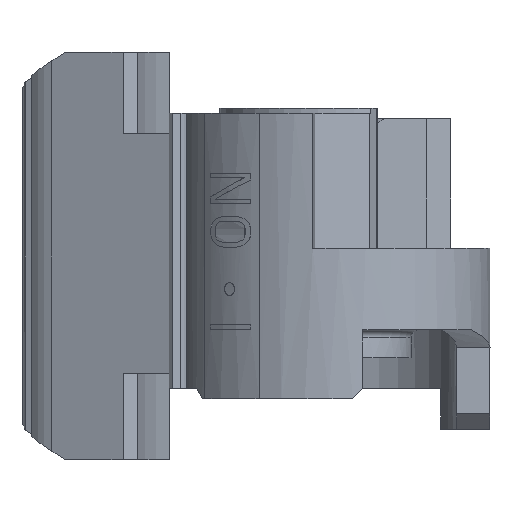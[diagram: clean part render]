
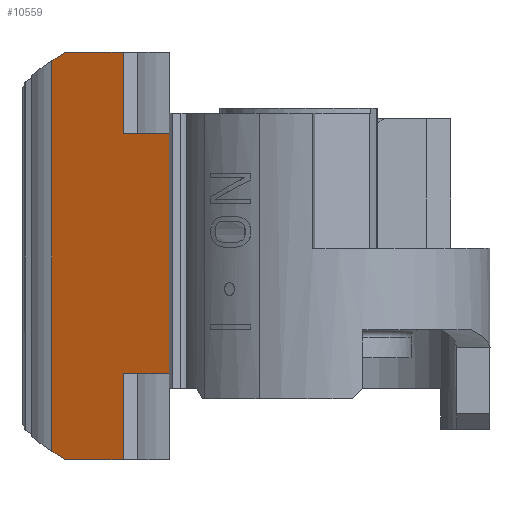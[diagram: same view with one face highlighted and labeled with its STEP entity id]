
A CAD part, left-side view. The second image highlights one B-rep face of the part: STEP entity #10559.
In plain terms, the highlighted planar face has unit normal (-0.921, 0.391, 0).
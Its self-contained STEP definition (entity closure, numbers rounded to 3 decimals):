
#1796=DIRECTION('',(0.,0.,1.));
#1797=VECTOR('',#1796,9.4);
#1798=CARTESIAN_POINT('',(0.488,6.281,-0.6));
#1799=LINE('',#1798,#1797);
#3381=DIRECTION('',(-0.391,-0.921,0.));
#3382=VECTOR('',#3381,1.979);
#3383=CARTESIAN_POINT('',(1.261,8.103,-0.6));
#3384=LINE('',#3383,#3382);
#3833=DIRECTION('',(0.391,0.921,0.));
#3834=VECTOR('',#3833,2.448);
#3835=CARTESIAN_POINT('',(1.261,8.103,12.));
#3836=LINE('',#3835,#3834);
#4059=DIRECTION('',(0.391,0.921,0.));
#4060=VECTOR('',#4059,1.979);
#4061=CARTESIAN_POINT('',(0.488,6.281,8.8));
#4062=LINE('',#4061,#4060);
#4075=DIRECTION('',(0.,0.,1.));
#4076=VECTOR('',#4075,3.2);
#4077=CARTESIAN_POINT('',(1.261,8.103,8.8));
#4078=LINE('',#4077,#4076);
#4079=DIRECTION('',(0.338,0.797,0.5));
#4080=VECTOR('',#4079,0.679);
#4081=CARTESIAN_POINT('',(2.217,10.356,-4.));
#4082=LINE('',#4081,#4080);
#4083=DIRECTION('',(-0.338,-0.797,0.5));
#4084=VECTOR('',#4083,0.679);
#4085=CARTESIAN_POINT('',(2.447,10.898,11.66));
#4086=LINE('',#4085,#4084);
#4096=DIRECTION('',(0.,0.,-1.));
#4097=VECTOR('',#4096,15.321);
#4098=CARTESIAN_POINT('',(2.447,10.898,11.66));
#4099=LINE('',#4098,#4097);
#4100=CARTESIAN_POINT('',(2.447,10.898,-3.66));
#4105=DIRECTION('',(0.,0.,1.));
#4106=VECTOR('',#4105,3.4);
#4107=CARTESIAN_POINT('',(1.261,8.103,-4.));
#4108=LINE('',#4107,#4106);
#4117=DIRECTION('',(-0.391,-0.921,0.));
#4118=VECTOR('',#4117,2.448);
#4119=CARTESIAN_POINT('',(2.217,10.356,-4.));
#4120=LINE('',#4119,#4118);
#4831=CARTESIAN_POINT('',(0.488,6.281,-0.6));
#4833=VERTEX_POINT('',#4831);
#4835=CARTESIAN_POINT('',(0.488,6.281,8.8));
#4836=VERTEX_POINT('',#4835);
#5178=CARTESIAN_POINT('',(1.261,8.103,-0.6));
#5179=VERTEX_POINT('',#5178);
#5202=VERTEX_POINT('',#4100);
#5203=CARTESIAN_POINT('',(2.217,10.356,-4.));
#5204=VERTEX_POINT('',#5203);
#5311=CARTESIAN_POINT('',(2.217,10.356,12.));
#5312=VERTEX_POINT('',#5311);
#5313=CARTESIAN_POINT('',(2.447,10.898,11.66));
#5314=VERTEX_POINT('',#5313);
#5325=CARTESIAN_POINT('',(1.261,8.103,12.));
#5326=VERTEX_POINT('',#5325);
#5362=CARTESIAN_POINT('',(1.261,8.103,8.8));
#5363=VERTEX_POINT('',#5362);
#5364=CARTESIAN_POINT('',(1.261,8.103,-4.));
#5365=VERTEX_POINT('',#5364);
#10539=CARTESIAN_POINT('',(1.059,7.627,-0.6));
#10540=DIRECTION('',(-0.921,0.391,0.));
#10541=DIRECTION('',(-0.391,-0.921,0.));
#10542=AXIS2_PLACEMENT_3D('',#10539,#10540,#10541);
#10543=PLANE('',#10542);
#10544=ORIENTED_EDGE('',*,*,#9724,.T.);
#10546=ORIENTED_EDGE('',*,*,#10545,.F.);
#10547=ORIENTED_EDGE('',*,*,#10204,.T.);
#10548=ORIENTED_EDGE('',*,*,#10234,.F.);
#10549=ORIENTED_EDGE('',*,*,#10533,.F.);
#10550=ORIENTED_EDGE('',*,*,#10506,.F.);
#10551=ORIENTED_EDGE('',*,*,#7614,.F.);
#10552=ORIENTED_EDGE('',*,*,#9651,.F.);
#10554=ORIENTED_EDGE('',*,*,#10553,.F.);
#10556=ORIENTED_EDGE('',*,*,#10555,.F.);
#10557=EDGE_LOOP('',(#10544,#10546,#10547,#10548,#10549,#10550,#10551,#10552,
#10554,#10556));
#10558=FACE_OUTER_BOUND('',#10557,.F.);
#7614=EDGE_CURVE('',#4833,#4836,#1799,.T.);
#9651=EDGE_CURVE('',#5179,#4833,#3384,.T.);
#9724=EDGE_CURVE('',#5204,#5202,#4082,.T.);
#10204=EDGE_CURVE('',#5314,#5312,#4086,.T.);
#10234=EDGE_CURVE('',#5326,#5312,#3836,.T.);
#10506=EDGE_CURVE('',#4836,#5363,#4062,.T.);
#10533=EDGE_CURVE('',#5363,#5326,#4078,.T.);
#10545=EDGE_CURVE('',#5314,#5202,#4099,.T.);
#10553=EDGE_CURVE('',#5365,#5179,#4108,.T.);
#10555=EDGE_CURVE('',#5204,#5365,#4120,.T.);
#10559=ADVANCED_FACE('',(#10558),#10543,.T.);
